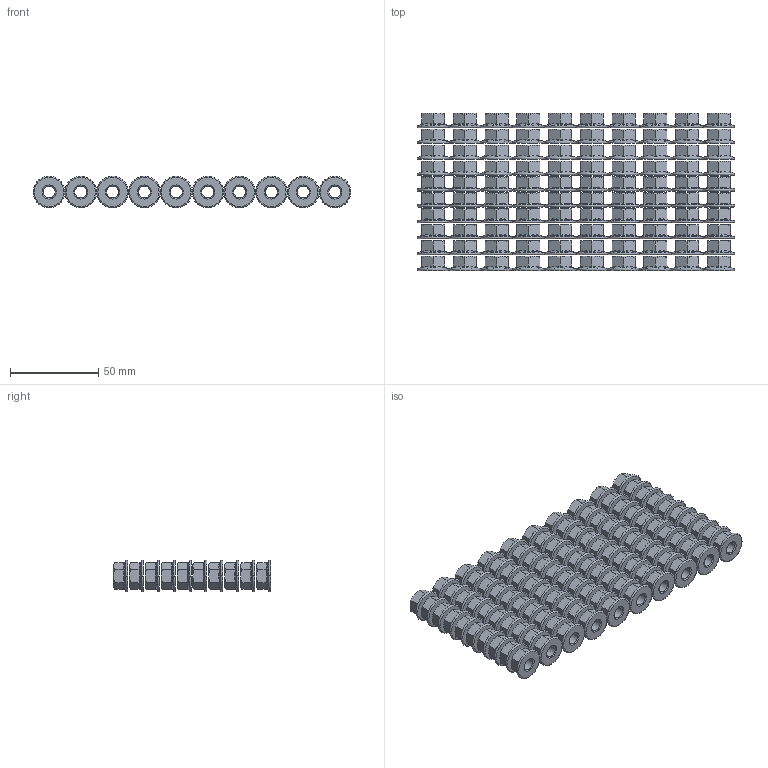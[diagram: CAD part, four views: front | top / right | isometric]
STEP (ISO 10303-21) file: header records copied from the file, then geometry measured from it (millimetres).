
FILE_DESCRIPTION (( 'STEP AP203' ), '1' );
FILE_NAME ('U0238151508 Êîìïëåêò Ãàéêà ôëàíöåâàÿ Ì8 USOLA (100øò.óï) (000.801.106).STEP', '2022-04-26T11:54:59', ( '' ), ( '' ), 'SwSTEP 2.0', 'SolidWorks 2017', '' );
FILE_SCHEMA (( 'CONFIG_CONTROL_DESIGN' ));
Length unit declared in the file: millimetre
Products named in the file (2): hex flange nut_din_Hexagon Flange Nut DIN 6923 - M8 - N; U0238151508 Êîìïëåêò Ãàéêà ôëàíöåâàÿ Ì8 USOLA (100øò.óï) (000.801.106)
Assembly tree (100 placements, depth 2):
  U0238151508 Êîìïëåêò Ãàéêà ôëàíöåâàÿ Ì8 USOLA (100øò.óï) (000.801.106)
    hex flange nut_din_Hexagon Flange Nut DIN 6923 - M8 - N  x100
Bounding box: 179.9 x 89 x 17.9 mm (x, y, z)
Volume: 101587.4 mm3; surface area: 90018.7 mm2
Topology: 100 solids, 100 shells, 3200 faces, 7000 edges, 4000 vertices
Faces by surface type: cone 1200, plane 800, bspline 600, cylinder 400, torus 200
Entity records: 4430 total; most frequent: CARTESIAN_POINT 539, DIRECTION 318, LOCAL_TIME 210, COORDINATED_UNIVERSAL_TIME_OFFSET 210, DATE_AND_TIME 210, CALENDAR_DATE 210, AXIS2_PLACEMENT_3D 151, ORIENTED_EDGE 140
